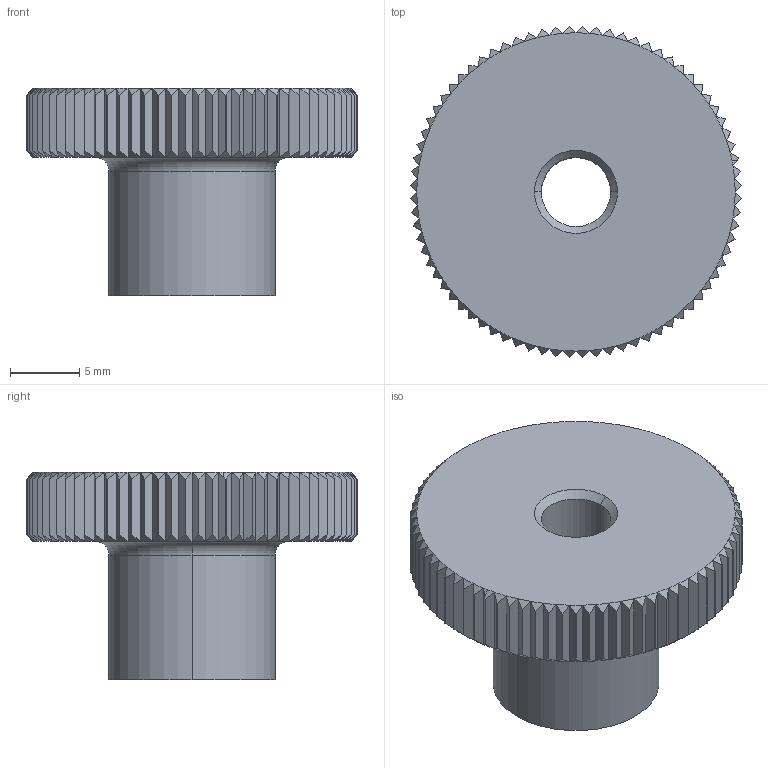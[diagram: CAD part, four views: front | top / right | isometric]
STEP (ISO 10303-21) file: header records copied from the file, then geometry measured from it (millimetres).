
FILE_DESCRIPTION(('STEP AP214'),'1');
FILE_NAME(' ',' ',('TraceParts'),('TraceParts S.A.'),'XStep 1.0',' ',' ');
FILE_SCHEMA(('automotive_design'));
Length unit declared in the file: millimetre
Products named in the file (1): 1
Bounding box: 23.98 x 23.98 x 15 mm (x, y, z)
Volume: 3002.8 mm3; surface area: 1909.3 mm2
Topology: 1 solids, 1 shells, 397 faces, 872 edges, 478 vertices
Faces by surface type: cone 160, plane 155, cylinder 80, torus 2
Entity records: 20216 total; most frequent: CARTESIAN_POINT 2364, STYLED_ITEM 1748, PRESENTATION_STYLE_ASSIGNMENT 1748, COLOUR_RGB 1748, ORIENTED_EDGE 1744, DIRECTION 1684, EDGE_CURVE 872, CURVE_STYLE 872
